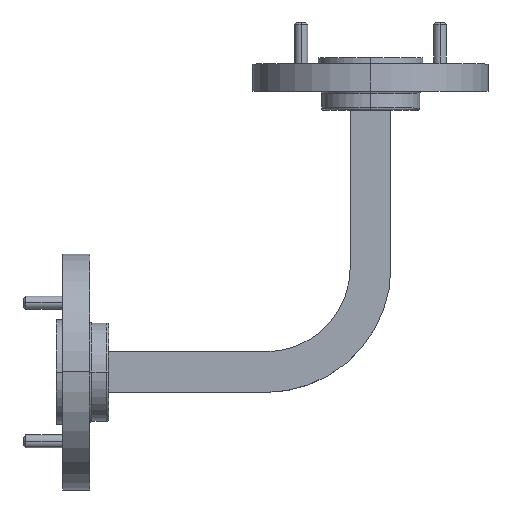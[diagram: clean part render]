
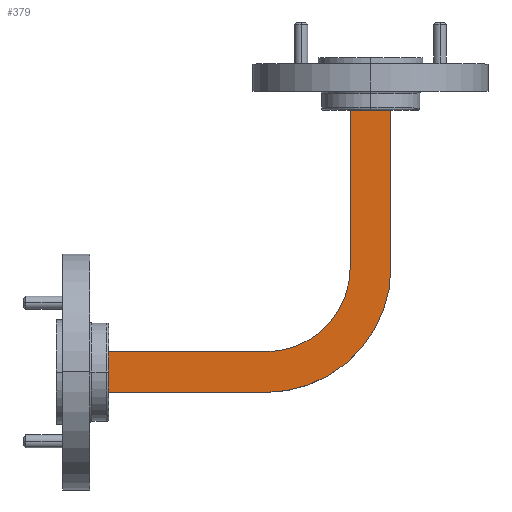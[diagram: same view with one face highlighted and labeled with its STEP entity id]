
A CAD part, top view. The second image highlights one B-rep face of the part: STEP entity #379.
In plain terms, the highlighted planar face has unit normal (0, 0, 1).
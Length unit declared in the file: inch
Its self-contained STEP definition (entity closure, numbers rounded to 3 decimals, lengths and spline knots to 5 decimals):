
#87 = VERTEX_POINT ( 'NONE', #2422 ) ;
#210 = CARTESIAN_POINT ( 'NONE',  ( 1.597, 0.5, 0.144 ) ) ;
#256 = EDGE_CURVE ( 'NONE', #2607, #1755, #4135, .T. ) ;
#269 = CIRCLE ( 'NONE', #3195, 0.403 ) ;
#319 = LINE ( 'NONE', #3134, #3190 ) ;
#379 = ADVANCED_FACE ( 'NONE', ( #3939 ), #2675, .T. ) ;
#400 = CARTESIAN_POINT ( 'NONE',  ( 0., 0.097, 0.144 ) ) ;
#412 = CARTESIAN_POINT ( 'NONE',  ( 1., 0.097, 0.144 ) ) ;
#425 = DIRECTION ( 'NONE',  ( 0., 1., 0. ) ) ;
#431 = CARTESIAN_POINT ( 'NONE',  ( 1., -0.097, 0.144 ) ) ;
#444 = CARTESIAN_POINT ( 'NONE',  ( 0.24993, 0.097, 0.144 ) ) ;
#526 = VERTEX_POINT ( 'NONE', #3569 ) ;
#541 = VECTOR ( 'NONE', #2461, 39.37008 ) ;
#572 = EDGE_CURVE ( 'NONE', #1755, #2993, #908, .T. ) ;
#613 = VECTOR ( 'NONE', #2116, 39.37008 ) ;
#617 = DIRECTION ( 'NONE',  ( 0., 0., 1. ) ) ;
#718 = ORIENTED_EDGE ( 'NONE', *, *, #2068, .T. ) ;
#793 = LINE ( 'NONE', #400, #3242 ) ;
#803 = CARTESIAN_POINT ( 'NONE',  ( 1.403, 0.5, 0.144 ) ) ;
#810 = ORIENTED_EDGE ( 'NONE', *, *, #256, .T. ) ;
#829 = CARTESIAN_POINT ( 'NONE',  ( 0.24993, -0.097, 0.144 ) ) ;
#871 = EDGE_CURVE ( 'NONE', #3274, #3479, #793, .T. ) ;
#908 = CIRCLE ( 'NONE', #1321, 0.597 ) ;
#951 = CARTESIAN_POINT ( 'NONE',  ( 0., -0.047, 0.144 ) ) ;
#989 = DIRECTION ( 'NONE',  ( 0., 0., 1. ) ) ;
#1130 = VECTOR ( 'NONE', #1524, 39.37008 ) ;
#1142 = DIRECTION ( 'NONE',  ( 1., 0., 0. ) ) ;
#1168 = CARTESIAN_POINT ( 'NONE',  ( 0.24993, 0., 0.144 ) ) ;
#1207 = DIRECTION ( 'NONE',  ( 0., 0., 1. ) ) ;
#1321 = AXIS2_PLACEMENT_3D ( 'NONE', #3280, #617, #2955 ) ;
#1524 = DIRECTION ( 'NONE',  ( 1., 0., 0. ) ) ;
#1750 = ORIENTED_EDGE ( 'NONE', *, *, #2994, .F. ) ;
#1755 = VERTEX_POINT ( 'NONE', #431 ) ;
#1761 = CARTESIAN_POINT ( 'NONE',  ( 1.403, 0.5, 0.144 ) ) ;
#1806 = CARTESIAN_POINT ( 'NONE',  ( 0., 1.25007, 0.144 ) ) ;
#2068 = EDGE_CURVE ( 'NONE', #2993, #87, #319, .T. ) ;
#2091 = LINE ( 'NONE', #1806, #4091 ) ;
#2116 = DIRECTION ( 'NONE',  ( 0., 1., 0. ) ) ;
#2134 = EDGE_CURVE ( 'NONE', #526, #87, #2091, .T. ) ;
#2205 = EDGE_CURVE ( 'NONE', #3274, #2607, #3487, .T. ) ;
#2256 = ORIENTED_EDGE ( 'NONE', *, *, #572, .T. ) ;
#2331 = ORIENTED_EDGE ( 'NONE', *, *, #871, .F. ) ;
#2422 = CARTESIAN_POINT ( 'NONE',  ( 1.597, 1.25007, 0.144 ) ) ;
#2461 = DIRECTION ( 'NONE',  ( 0., -1., 0. ) ) ;
#2571 = CARTESIAN_POINT ( 'NONE',  ( 0., -0.097, 0.144 ) ) ;
#2607 = VERTEX_POINT ( 'NONE', #829 ) ;
#2675 = PLANE ( 'NONE',  #4112 ) ;
#2874 = CARTESIAN_POINT ( 'NONE',  ( 1., 0.5, 0.144 ) ) ;
#2901 = EDGE_CURVE ( 'NONE', #3481, #526, #4093, .T. ) ;
#2902 = EDGE_LOOP ( 'NONE', ( #2331, #2951, #810, #2256, #718, #3474, #3309, #1750 ) ) ;
#2951 = ORIENTED_EDGE ( 'NONE', *, *, #2205, .T. ) ;
#2955 = DIRECTION ( 'NONE',  ( 1., 0., 0. ) ) ;
#2993 = VERTEX_POINT ( 'NONE', #210 ) ;
#2994 = EDGE_CURVE ( 'NONE', #3479, #3481, #269, .T. ) ;
#3134 = CARTESIAN_POINT ( 'NONE',  ( 1.597, 0.5, 0.144 ) ) ;
#3177 = DIRECTION ( 'NONE',  ( 1., 0., 0. ) ) ;
#3190 = VECTOR ( 'NONE', #425, 39.37008 ) ;
#3195 = AXIS2_PLACEMENT_3D ( 'NONE', #2874, #1207, #3177 ) ;
#3242 = VECTOR ( 'NONE', #3737, 39.37008 ) ;
#3274 = VERTEX_POINT ( 'NONE', #444 ) ;
#3280 = CARTESIAN_POINT ( 'NONE',  ( 1., 0.5, 0.144 ) ) ;
#3309 = ORIENTED_EDGE ( 'NONE', *, *, #2901, .F. ) ;
#3474 = ORIENTED_EDGE ( 'NONE', *, *, #2134, .F. ) ;
#3479 = VERTEX_POINT ( 'NONE', #412 ) ;
#3481 = VERTEX_POINT ( 'NONE', #803 ) ;
#3487 = LINE ( 'NONE', #1168, #541 ) ;
#3569 = CARTESIAN_POINT ( 'NONE',  ( 1.403, 1.25007, 0.144 ) ) ;
#3737 = DIRECTION ( 'NONE',  ( 1., 0., 0. ) ) ;
#3939 = FACE_OUTER_BOUND ( 'NONE', #2902, .T. ) ;
#4091 = VECTOR ( 'NONE', #1142, 39.37008 ) ;
#4093 = LINE ( 'NONE', #1761, #613 ) ;
#4112 = AXIS2_PLACEMENT_3D ( 'NONE', #951, #989, #4243 ) ;
#4135 = LINE ( 'NONE', #2571, #1130 ) ;
#4243 = DIRECTION ( 'NONE',  ( 1., 0., 0. ) ) ;
